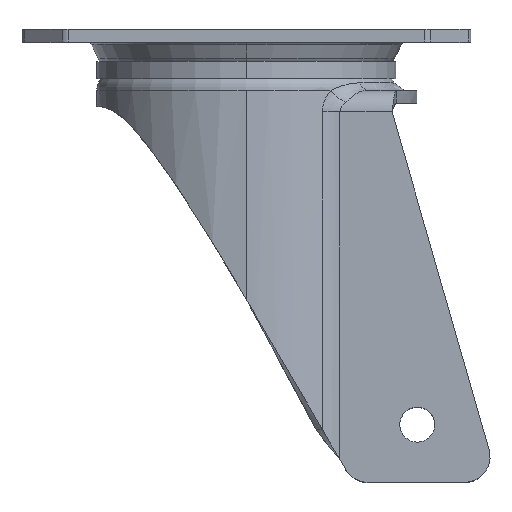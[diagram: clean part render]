
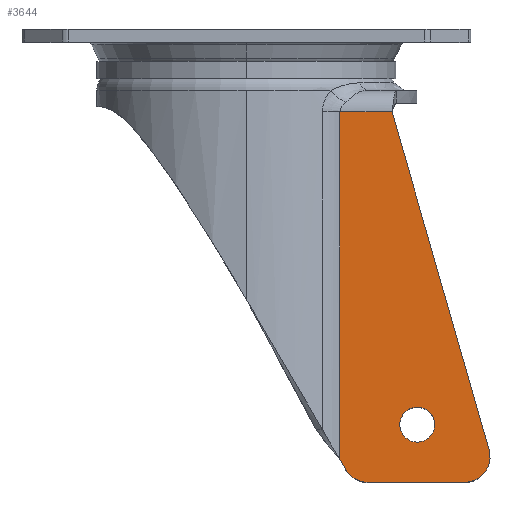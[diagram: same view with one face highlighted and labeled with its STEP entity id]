
A CAD part, top view. The second image highlights one B-rep face of the part: STEP entity #3644.
In plain terms, the highlighted planar face has unit normal (0, 0, 1).
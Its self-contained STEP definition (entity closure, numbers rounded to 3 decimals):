
#283 = DIRECTION ( 'NONE',  ( 0., 0., -1. ) ) ;
#347 = CARTESIAN_POINT ( 'NONE',  ( 51.205, -105.999, 29. ) ) ;
#388 = AXIS2_PLACEMENT_3D ( 'NONE', #1553, #4132, #6715 ) ;
#411 = CARTESIAN_POINT ( 'NONE',  ( 44.1, -92.5, 29. ) ) ;
#490 = CARTESIAN_POINT ( 'NONE',  ( 22.85, -102.225, 29. ) ) ;
#585 = AXIS2_PLACEMENT_3D ( 'NONE', #4125, #4029, #8012 ) ;
#669 = DIRECTION ( 'NONE',  ( 0., -1., 0. ) ) ;
#706 = CARTESIAN_POINT ( 'NONE',  ( 51.032, -106.002, 29. ) ) ;
#736 = AXIS2_PLACEMENT_3D ( 'NONE', #4463, #7734, #7050 ) ;
#849 = CARTESIAN_POINT ( 'NONE',  ( 23.32, -103.03, 29. ) ) ;
#1005 = CARTESIAN_POINT ( 'NONE',  ( 56.799, -98.346, 29. ) ) ;
#1271 = CARTESIAN_POINT ( 'NONE',  ( 21.909, -46.405, 29. ) ) ;
#1330 = FACE_BOUND ( 'NONE', #4789, .T. ) ;
#1408 = CARTESIAN_POINT ( 'NONE',  ( 28.5, -100.002, 29. ) ) ;
#1547 = EDGE_CURVE ( 'NONE', #1605, #6498, #4013, .T. ) ;
#1553 = CARTESIAN_POINT ( 'NONE',  ( 40., -92.5, 29. ) ) ;
#1605 = VERTEX_POINT ( 'NONE', #3642 ) ;
#1688 = CARTESIAN_POINT ( 'NONE',  ( 51.032, -100.002, 29. ) ) ;
#1893 = CARTESIAN_POINT ( 'NONE',  ( 21.909, -73.511, 29. ) ) ;
#1990 = DIRECTION ( 'NONE',  ( 0., 0., -1. ) ) ;
#2013 = EDGE_LOOP ( 'NONE', ( #6683, #6251, #3048, #3108, #3710, #3322, #4002, #8107 ) ) ;
#2114 = VERTEX_POINT ( 'NONE', #347 ) ;
#2162 = CIRCLE ( 'NONE', #7181, 6. ) ;
#3022 = B_SPLINE_CURVE_WITH_KNOTS ( 'NONE', 3,
 ( #4288, #490, #5006, #5518 ),
 .UNSPECIFIED., .F., .F.,
 ( 4, 4 ),
 ( 0., 1. ),
 .UNSPECIFIED. ) ;
#3033 = LINE ( 'NONE', #4964, #6765 ) ;
#3048 = ORIENTED_EDGE ( 'NONE', *, *, #8344, .T. ) ;
#3108 = ORIENTED_EDGE ( 'NONE', *, *, #5476, .F. ) ;
#3322 = ORIENTED_EDGE ( 'NONE', *, *, #5575, .F. ) ;
#3404 = VERTEX_POINT ( 'NONE', #4813 ) ;
#3477 = DIRECTION ( 'NONE',  ( 0.029, -1., 0. ) ) ;
#3642 = CARTESIAN_POINT ( 'NONE',  ( 35.9, -92.5, 29. ) ) ;
#3644 = ADVANCED_FACE ( 'NONE', ( #1330, #3904 ), #6493, .T. ) ;
#3710 = ORIENTED_EDGE ( 'NONE', *, *, #7453, .F. ) ;
#3897 = CARTESIAN_POINT ( 'NONE',  ( 34.101, -19.3, 29. ) ) ;
#3904 = FACE_OUTER_BOUND ( 'NONE', #2013, .T. ) ;
#3939 = CARTESIAN_POINT ( 'NONE',  ( 21.909, -19.3, 29. ) ) ;
#3959 = B_SPLINE_CURVE_WITH_KNOTS ( 'NONE', 3,
 ( #7085, #1893, #1271, #5845 ),
 .UNSPECIFIED., .F., .F.,
 ( 4, 4 ),
 ( 0., 1. ),
 .UNSPECIFIED. ) ;
#3995 = EDGE_CURVE ( 'NONE', #6498, #1605, #4356, .T. ) ;
#4002 = ORIENTED_EDGE ( 'NONE', *, *, #4732, .T. ) ;
#4013 = CIRCLE ( 'NONE', #388, 4.1 ) ;
#4029 = DIRECTION ( 'NONE',  ( 0., 0., 1. ) ) ;
#4125 = CARTESIAN_POINT ( 'NONE',  ( 0., -99.409, 29. ) ) ;
#4132 = DIRECTION ( 'NONE',  ( 0., 0., 1. ) ) ;
#4161 = DIRECTION ( 'NONE',  ( 0.276, -0.961, 0. ) ) ;
#4284 = DIRECTION ( 'NONE',  ( 0.029, -1., 0. ) ) ;
#4288 = CARTESIAN_POINT ( 'NONE',  ( 23.32, -103.03, 29. ) ) ;
#4356 = CIRCLE ( 'NONE', #736, 4.1 ) ;
#4463 = CARTESIAN_POINT ( 'NONE',  ( 40., -92.5, 29. ) ) ;
#4524 = VERTEX_POINT ( 'NONE', #1005 ) ;
#4674 = CARTESIAN_POINT ( 'NONE',  ( 51.032, -100.002, 29. ) ) ;
#4703 = VERTEX_POINT ( 'NONE', #3897 ) ;
#4732 = EDGE_CURVE ( 'NONE', #4703, #7496, #6115, .T. ) ;
#4744 = EDGE_CURVE ( 'NONE', #5813, #6394, #7366, .T. ) ;
#4779 = AXIS2_PLACEMENT_3D ( 'NONE', #1408, #1990, #669 ) ;
#4789 = EDGE_LOOP ( 'NONE', ( #8079, #5651 ) ) ;
#4813 = CARTESIAN_POINT ( 'NONE',  ( 21.909, -100.616, 29. ) ) ;
#4964 = CARTESIAN_POINT ( 'NONE',  ( 34.101, -19.3, 29. ) ) ;
#5006 = CARTESIAN_POINT ( 'NONE',  ( 22.379, -101.421, 29. ) ) ;
#5227 = CARTESIAN_POINT ( 'NONE',  ( 30.037, -19.3, 29. ) ) ;
#5476 = EDGE_CURVE ( 'NONE', #2114, #6832, #2162, .T. ) ;
#5518 = CARTESIAN_POINT ( 'NONE',  ( 21.909, -100.616, 29. ) ) ;
#5560 = CIRCLE ( 'NONE', #8037, 6. ) ;
#5575 = EDGE_CURVE ( 'NONE', #4703, #4524, #3033, .T. ) ;
#5651 = ORIENTED_EDGE ( 'NONE', *, *, #3995, .F. ) ;
#5657 = CARTESIAN_POINT ( 'NONE',  ( 28.5, -106.002, 29. ) ) ;
#5813 = VERTEX_POINT ( 'NONE', #7306 ) ;
#5845 = CARTESIAN_POINT ( 'NONE',  ( 21.909, -19.3, 29. ) ) ;
#5933 = DIRECTION ( 'NONE',  ( 0., 0., -1. ) ) ;
#6115 = B_SPLINE_CURVE_WITH_KNOTS ( 'NONE', 3,
 ( #7229, #5227, #7175, #3939 ),
 .UNSPECIFIED., .F., .F.,
 ( 4, 4 ),
 ( 0., 1. ),
 .UNSPECIFIED. ) ;
#6213 = CARTESIAN_POINT ( 'NONE',  ( 21.909, -19.3, 29. ) ) ;
#6251 = ORIENTED_EDGE ( 'NONE', *, *, #4744, .F. ) ;
#6394 = VERTEX_POINT ( 'NONE', #849 ) ;
#6493 = PLANE ( 'NONE',  #585 ) ;
#6498 = VERTEX_POINT ( 'NONE', #411 ) ;
#6516 = EDGE_CURVE ( 'NONE', #6394, #3404, #3022, .T. ) ;
#6683 = ORIENTED_EDGE ( 'NONE', *, *, #6516, .F. ) ;
#6715 = DIRECTION ( 'NONE',  ( -1., 0., 0. ) ) ;
#6765 = VECTOR ( 'NONE', #4161, 1000. ) ;
#6832 = VERTEX_POINT ( 'NONE', #706 ) ;
#6873 = EDGE_CURVE ( 'NONE', #3404, #7496, #3959, .T. ) ;
#7050 = DIRECTION ( 'NONE',  ( 1., 0., 0. ) ) ;
#7085 = CARTESIAN_POINT ( 'NONE',  ( 21.909, -100.616, 29. ) ) ;
#7175 = CARTESIAN_POINT ( 'NONE',  ( 25.973, -19.3, 29. ) ) ;
#7181 = AXIS2_PLACEMENT_3D ( 'NONE', #4674, #5933, #3477 ) ;
#7229 = CARTESIAN_POINT ( 'NONE',  ( 34.101, -19.3, 29. ) ) ;
#7306 = CARTESIAN_POINT ( 'NONE',  ( 28.5, -106.002, 29. ) ) ;
#7366 = CIRCLE ( 'NONE', #4779, 6. ) ;
#7453 = EDGE_CURVE ( 'NONE', #4524, #2114, #5560, .T. ) ;
#7496 = VERTEX_POINT ( 'NONE', #6213 ) ;
#7570 = LINE ( 'NONE', #5657, #7765 ) ;
#7734 = DIRECTION ( 'NONE',  ( 0., 0., 1. ) ) ;
#7765 = VECTOR ( 'NONE', #8241, 1000. ) ;
#8012 = DIRECTION ( 'NONE',  ( 1., 0., 0. ) ) ;
#8037 = AXIS2_PLACEMENT_3D ( 'NONE', #1688, #283, #4284 ) ;
#8079 = ORIENTED_EDGE ( 'NONE', *, *, #1547, .F. ) ;
#8107 = ORIENTED_EDGE ( 'NONE', *, *, #6873, .F. ) ;
#8241 = DIRECTION ( 'NONE',  ( 1., 0., 0. ) ) ;
#8344 = EDGE_CURVE ( 'NONE', #5813, #6832, #7570, .T. ) ;
